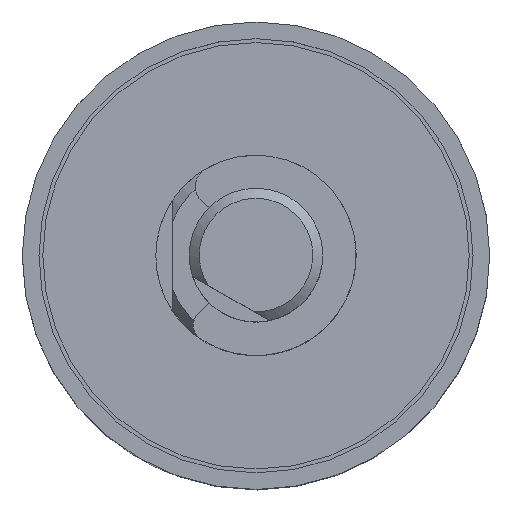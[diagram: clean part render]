
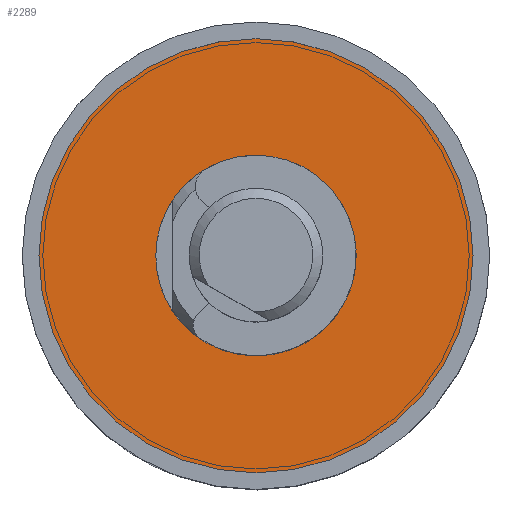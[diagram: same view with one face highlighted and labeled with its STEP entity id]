
A CAD part, top view. The second image highlights one B-rep face of the part: STEP entity #2289.
In plain terms, the highlighted planar face has unit normal (0, 0, 1).
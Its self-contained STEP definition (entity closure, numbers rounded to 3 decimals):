
#491 = EDGE_CURVE ( 'NONE', #6694, #6694, #1057, .T. ) ;
#1057 = CIRCLE ( 'NONE', #3130, 6.5 ) ;
#1088 = DIRECTION ( 'NONE',  ( 0., 0., 1. ) ) ;
#1350 = AXIS2_PLACEMENT_3D ( 'NONE', #8988, #4947, #6239 ) ;
#1460 = FACE_OUTER_BOUND ( 'NONE', #8054, .T. ) ;
#1946 = EDGE_CURVE ( 'NONE', #3098, #3098, #7803, .T. ) ;
#2133 = AXIS2_PLACEMENT_3D ( 'NONE', #2373, #1088, #7330 ) ;
#2289 = ADVANCED_FACE ( 'NONE', ( #7027, #1460 ), #8639, .T. ) ;
#2373 = CARTESIAN_POINT ( 'NONE',  ( 3., 0., 0.5 ) ) ;
#3019 = DIRECTION ( 'NONE',  ( 0., 0., 1. ) ) ;
#3098 = VERTEX_POINT ( 'NONE', #8038 ) ;
#3130 = AXIS2_PLACEMENT_3D ( 'NONE', #8585, #3019, #7885 ) ;
#4562 = ORIENTED_EDGE ( 'NONE', *, *, #1946, .T. ) ;
#4947 = DIRECTION ( 'NONE',  ( 0., 0., -1. ) ) ;
#5123 = EDGE_LOOP ( 'NONE', ( #4562 ) ) ;
#5312 = CARTESIAN_POINT ( 'NONE',  ( 6.5, 0., 0.5 ) ) ;
#6239 = DIRECTION ( 'NONE',  ( -1., 0., 0. ) ) ;
#6694 = VERTEX_POINT ( 'NONE', #5312 ) ;
#7027 = FACE_BOUND ( 'NONE', #5123, .T. ) ;
#7330 = DIRECTION ( 'NONE',  ( 1., 0., 0. ) ) ;
#7803 = CIRCLE ( 'NONE', #1350, 3. ) ;
#7885 = DIRECTION ( 'NONE',  ( 1., 0., 0. ) ) ;
#8038 = CARTESIAN_POINT ( 'NONE',  ( -3., 0., 0.5 ) ) ;
#8054 = EDGE_LOOP ( 'NONE', ( #8344 ) ) ;
#8344 = ORIENTED_EDGE ( 'NONE', *, *, #491, .T. ) ;
#8585 = CARTESIAN_POINT ( 'NONE',  ( 0., 0., 0.5 ) ) ;
#8639 = PLANE ( 'NONE',  #2133 ) ;
#8988 = CARTESIAN_POINT ( 'NONE',  ( 0., 0., 0.5 ) ) ;
